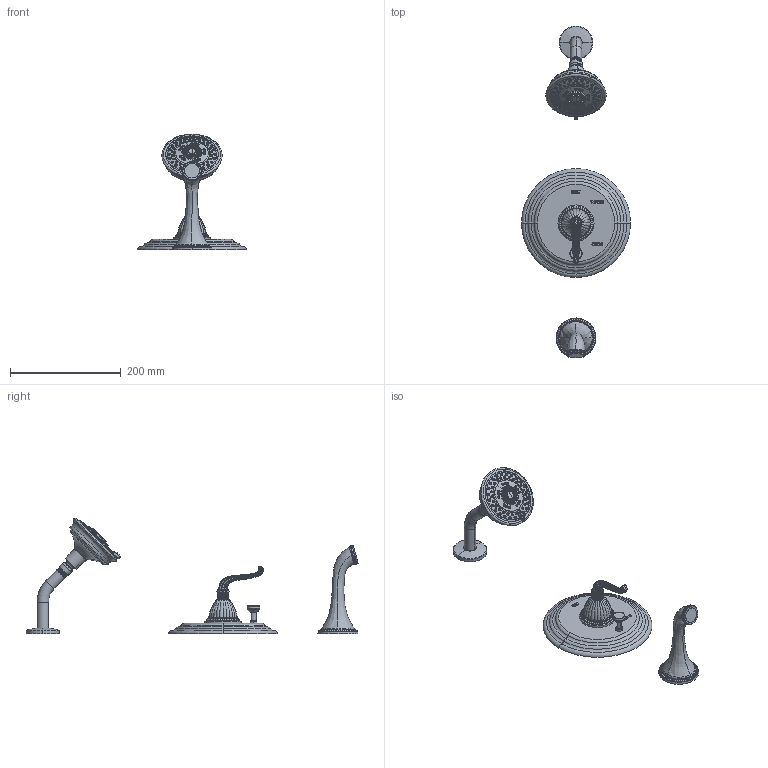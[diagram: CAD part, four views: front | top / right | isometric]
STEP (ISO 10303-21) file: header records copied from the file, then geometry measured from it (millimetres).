
FILE_DESCRIPTION((''),'2;1');
FILE_NAME('3-1092BP','2021-05-26T17:02:35',('jinson.thomas'),(''),'CREO PARAMETRIC BY PTC INC, 2018400','CREO PARAMETRIC BY PTC INC, 2018400','');
FILE_SCHEMA(('CONFIG_CONTROL_DESIGN'));
Length unit declared in the file: inch
Products named in the file (1): 3-1092BP
Bounding box: 196.85 x 599.83 x 209.53 mm (x, y, z)
Volume: 1011682.3 mm3; surface area: 151391.3 mm2
Topology: 8 solids, 8 shells, 4700 faces, 12720 edges, 8164 vertices
Faces by surface type: bspline 1690, cylinder 1306, plane 653, torus 491, cone 308, sphere 156, extrusion 64, revolution 32
Entity records: 249223 total; most frequent: CARTESIAN_POINT 151371, ORIENTED_EDGE 25244, DIRECTION 12715, EDGE_CURVE 12622, B_SPLINE_CURVE_WITH_KNOTS 8322, VERTEX_POINT 8162, AXIS2_PLACEMENT_3D 5311, EDGE_LOOP 4940
